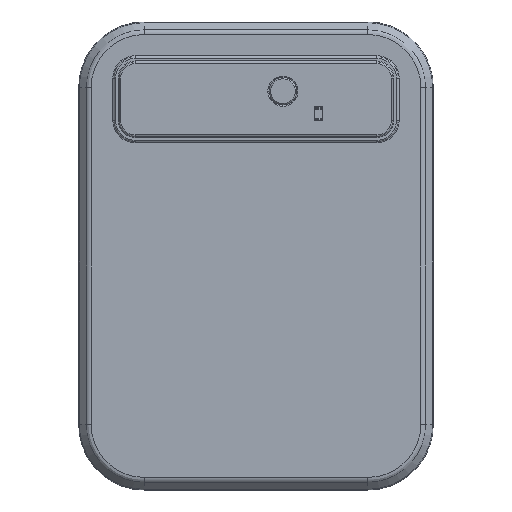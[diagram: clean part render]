
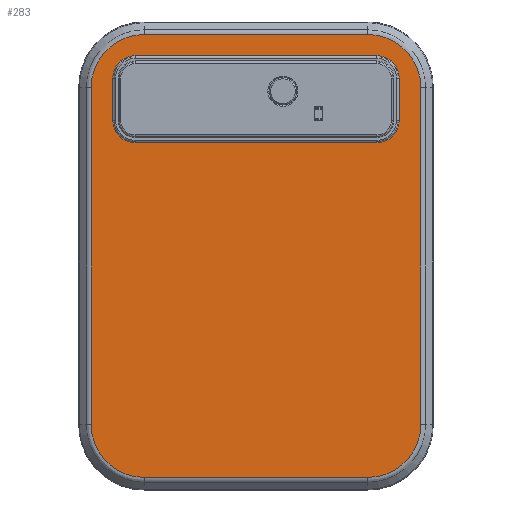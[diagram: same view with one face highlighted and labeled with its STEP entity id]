
A CAD part, top view. The second image highlights one B-rep face of the part: STEP entity #283.
In plain terms, the highlighted planar face has unit normal (0, 0, 1).
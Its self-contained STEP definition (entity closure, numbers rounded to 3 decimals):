
#61=FACE_BOUND('',#1126,.T.);
#283=ADVANCED_FACE('',(#697,#61),#6623,.T.);
#697=FACE_OUTER_BOUND('',#1125,.T.);
#1125=EDGE_LOOP('',(#2285,#2286,#2287,#2288,#2289,#2290,#2291,#2292));
#1126=EDGE_LOOP('',(#2293,#2294,#2295,#2296,#2297,#2298,#2299,#2300));
#2285=ORIENTED_EDGE('',*,*,#3680,.T.);
#2286=ORIENTED_EDGE('',*,*,#3826,.T.);
#2287=ORIENTED_EDGE('',*,*,#3827,.T.);
#2288=ORIENTED_EDGE('',*,*,#3828,.T.);
#2289=ORIENTED_EDGE('',*,*,#3829,.T.);
#2290=ORIENTED_EDGE('',*,*,#3830,.T.);
#2291=ORIENTED_EDGE('',*,*,#3831,.T.);
#2292=ORIENTED_EDGE('',*,*,#3832,.T.);
#2293=ORIENTED_EDGE('',*,*,#3914,.T.);
#2294=ORIENTED_EDGE('',*,*,#3937,.F.);
#2295=ORIENTED_EDGE('',*,*,#3915,.T.);
#2296=ORIENTED_EDGE('',*,*,#3935,.F.);
#2297=ORIENTED_EDGE('',*,*,#3913,.T.);
#2298=ORIENTED_EDGE('',*,*,#3933,.F.);
#2299=ORIENTED_EDGE('',*,*,#3916,.T.);
#2300=ORIENTED_EDGE('',*,*,#3938,.F.);
#3680=EDGE_CURVE('',#5903,#5904,#4557,.T.);
#3826=EDGE_CURVE('',#5904,#5905,#5254,.T.);
#3827=EDGE_CURVE('',#5905,#5906,#4400,.T.);
#3828=EDGE_CURVE('',#5906,#5907,#5255,.T.);
#3829=EDGE_CURVE('',#5907,#5908,#4626,.T.);
#3830=EDGE_CURVE('',#5908,#5909,#5256,.T.);
#3831=EDGE_CURVE('',#5909,#5902,#4401,.T.);
#3832=EDGE_CURVE('',#5902,#5903,#5257,.T.);
#3913=EDGE_CURVE('',#6052,#6053,#4656,.T.);
#3914=EDGE_CURVE('',#6050,#6055,#4657,.T.);
#3915=EDGE_CURVE('',#6056,#6057,#4658,.T.);
#3916=EDGE_CURVE('',#6054,#6051,#4659,.T.);
#3933=EDGE_CURVE('',#6054,#6053,#5310,.T.);
#3935=EDGE_CURVE('',#6052,#6057,#5312,.T.);
#3937=EDGE_CURVE('',#6056,#6055,#5314,.T.);
#3938=EDGE_CURVE('',#6050,#6051,#5315,.T.);
#4400=(
BOUNDED_CURVE()
B_SPLINE_CURVE(1,(#11378,#11379),.UNSPECIFIED.,.F.,.F.)
B_SPLINE_CURVE_WITH_KNOTS((2,2),(113.025,147.162),
 .UNSPECIFIED.)
CURVE()
GEOMETRIC_REPRESENTATION_ITEM()
RATIONAL_B_SPLINE_CURVE((1.,1.))
REPRESENTATION_ITEM('')
);
#4401=(
BOUNDED_CURVE()
B_SPLINE_CURVE(1,(#11388,#11389),.UNSPECIFIED.,.F.,.F.)
B_SPLINE_CURVE_WITH_KNOTS((2,2),(226.049,260.187),
 .UNSPECIFIED.)
CURVE()
GEOMETRIC_REPRESENTATION_ITEM()
RATIONAL_B_SPLINE_CURVE((1.,1.))
REPRESENTATION_ITEM('')
);
#4557=B_SPLINE_CURVE_WITH_KNOTS('',1,(#11006,#11007),.UNSPECIFIED.,.F.,
 .F.,(2,2),(0.,53.486),.UNSPECIFIED.);
#4626=B_SPLINE_CURVE_WITH_KNOTS('',1,(#11383,#11384),.UNSPECIFIED.,.F.,
 .F.,(2,2),(159.863,213.348),.UNSPECIFIED.);
#4656=B_SPLINE_CURVE_WITH_KNOTS('',1,(#11601,#11602),.UNSPECIFIED.,.F.,
 .F.,(2,2),(0.,6.438),.UNSPECIFIED.);
#4657=B_SPLINE_CURVE_WITH_KNOTS('',1,(#11603,#11604),.UNSPECIFIED.,.F.,
 .F.,(2,2),(0.,6.438),.UNSPECIFIED.);
#4658=B_SPLINE_CURVE_WITH_KNOTS('',1,(#11605,#11606),.UNSPECIFIED.,.F.,
 .F.,(2,2),(0.,36.859),.UNSPECIFIED.);
#4659=B_SPLINE_CURVE_WITH_KNOTS('',1,(#11607,#11608),.UNSPECIFIED.,.F.,
 .F.,(2,2),(0.,36.859),.UNSPECIFIED.);
#5254=TRIMMED_CURVE($,#5596,(#11376),(#11377),.T.,.CARTESIAN.);
#5255=TRIMMED_CURVE($,#5597,(#11381),(#11382),.T.,.CARTESIAN.);
#5256=TRIMMED_CURVE($,#5598,(#11386),(#11387),.T.,.CARTESIAN.);
#5257=TRIMMED_CURVE($,#5599,(#11391),(#11392),.T.,.CARTESIAN.);
#5310=TRIMMED_CURVE($,#5652,(#11646),(#11647),.T.,.CARTESIAN.);
#5312=TRIMMED_CURVE($,#5654,(#11652),(#11653),.T.,.CARTESIAN.);
#5314=TRIMMED_CURVE($,#5656,(#11658),(#11659),.T.,.CARTESIAN.);
#5315=TRIMMED_CURVE($,#5657,(#11661),(#11662),.T.,.CARTESIAN.);
#5596=CIRCLE('',#7608,8.086);
#5597=CIRCLE('',#7609,8.086);
#5598=CIRCLE('',#7610,8.086);
#5599=CIRCLE('',#7611,8.086);
#5652=CIRCLE('',#7664,3.428);
#5654=CIRCLE('',#7666,3.428);
#5656=CIRCLE('',#7668,3.428);
#5657=CIRCLE('',#7669,3.428);
#5902=VERTEX_POINT('',#10763);
#5903=VERTEX_POINT('',#10764);
#5904=VERTEX_POINT('',#10765);
#5905=VERTEX_POINT('',#10766);
#5906=VERTEX_POINT('',#10767);
#5907=VERTEX_POINT('',#10768);
#5908=VERTEX_POINT('',#10769);
#5909=VERTEX_POINT('',#10770);
#6050=VERTEX_POINT('',#10911);
#6051=VERTEX_POINT('',#10912);
#6052=VERTEX_POINT('',#10913);
#6053=VERTEX_POINT('',#10914);
#6054=VERTEX_POINT('',#10915);
#6055=VERTEX_POINT('',#10916);
#6056=VERTEX_POINT('',#10917);
#6057=VERTEX_POINT('',#10918);
#6623=PLANE('',#7487);
#7487=AXIS2_PLACEMENT_3D('',#10520,#8317,$);
#7608=AXIS2_PLACEMENT_3D($,#11375,#8518,#8519);
#7609=AXIS2_PLACEMENT_3D($,#11380,#8520,#8521);
#7610=AXIS2_PLACEMENT_3D($,#11385,#8522,#8523);
#7611=AXIS2_PLACEMENT_3D($,#11390,#8524,#8525);
#7664=AXIS2_PLACEMENT_3D($,#11645,#8630,#8631);
#7666=AXIS2_PLACEMENT_3D($,#11651,#8634,#8635);
#7668=AXIS2_PLACEMENT_3D($,#11657,#8638,#8639);
#7669=AXIS2_PLACEMENT_3D($,#11660,#8640,#8641);
#8317=DIRECTION('',(0.,0.,1.));
#8518=DIRECTION('',(0.,0.,1.));
#8519=DIRECTION('',(-1.,0.,0.));
#8520=DIRECTION('',(0.,0.,1.));
#8521=DIRECTION('',(0.,-1.,0.));
#8522=DIRECTION('',(0.,0.,1.));
#8523=DIRECTION('',(1.,0.,0.));
#8524=DIRECTION('',(0.,0.,1.));
#8525=DIRECTION('',(0.,1.,0.));
#8630=DIRECTION('',(0.,0.,1.));
#8631=DIRECTION('',(0.,-1.,0.));
#8634=DIRECTION('',(0.,0.,1.));
#8635=DIRECTION('',(1.,0.,0.));
#8638=DIRECTION('',(0.,0.,1.));
#8639=DIRECTION('',(0.,1.,0.));
#8640=DIRECTION('',(0.,0.,1.));
#8641=DIRECTION('',(-1.,0.,0.));
#10520=CARTESIAN_POINT('',(101.977,-132.024,3.15));
#10763=CARTESIAN_POINT('',(110.566,-63.754,3.15));
#10764=CARTESIAN_POINT('',(102.48,-71.84,3.15));
#10765=CARTESIAN_POINT('',(102.48,-123.263,3.15));
#10766=CARTESIAN_POINT('',(110.566,-131.349,3.15));
#10767=CARTESIAN_POINT('',(144.704,-131.349,3.15));
#10768=CARTESIAN_POINT('',(152.79,-123.263,3.15));
#10769=CARTESIAN_POINT('',(152.79,-71.84,3.15));
#10770=CARTESIAN_POINT('',(144.704,-63.754,3.15));
#10911=CARTESIAN_POINT('',(105.778,-76.857,3.15));
#10912=CARTESIAN_POINT('',(109.205,-80.285,3.15));
#10913=CARTESIAN_POINT('',(149.492,-70.419,3.15));
#10914=CARTESIAN_POINT('',(149.492,-76.857,3.15));
#10915=CARTESIAN_POINT('',(146.065,-80.285,3.15));
#10916=CARTESIAN_POINT('',(105.778,-70.419,3.15));
#10917=CARTESIAN_POINT('',(109.205,-66.992,3.15));
#10918=CARTESIAN_POINT('',(146.065,-66.992,3.15));
#11006=CARTESIAN_POINT('',(102.48,-71.84,3.15));
#11007=CARTESIAN_POINT('',(102.48,-123.263,3.15));
#11375=CARTESIAN_POINT('',(110.566,-123.263,3.15));
#11376=CARTESIAN_POINT('',(102.48,-123.263,3.15));
#11377=CARTESIAN_POINT('',(110.566,-131.349,3.15));
#11378=CARTESIAN_POINT('',(110.566,-131.349,3.15));
#11379=CARTESIAN_POINT('',(144.704,-131.349,3.15));
#11380=CARTESIAN_POINT('',(144.704,-123.263,3.15));
#11381=CARTESIAN_POINT('',(144.704,-131.349,3.15));
#11382=CARTESIAN_POINT('',(152.79,-123.263,3.15));
#11383=CARTESIAN_POINT('',(152.79,-123.263,3.15));
#11384=CARTESIAN_POINT('',(152.79,-71.84,3.15));
#11385=CARTESIAN_POINT('',(144.704,-71.84,3.15));
#11386=CARTESIAN_POINT('',(152.79,-71.84,3.15));
#11387=CARTESIAN_POINT('',(144.704,-63.754,3.15));
#11388=CARTESIAN_POINT('',(144.704,-63.754,3.15));
#11389=CARTESIAN_POINT('',(110.566,-63.754,3.15));
#11390=CARTESIAN_POINT('',(110.566,-71.84,3.15));
#11391=CARTESIAN_POINT('',(110.566,-63.754,3.15));
#11392=CARTESIAN_POINT('',(102.48,-71.84,3.15));
#11601=CARTESIAN_POINT('',(149.492,-70.419,3.15));
#11602=CARTESIAN_POINT('',(149.492,-76.857,3.15));
#11603=CARTESIAN_POINT('',(105.778,-76.857,3.15));
#11604=CARTESIAN_POINT('',(105.778,-70.419,3.15));
#11605=CARTESIAN_POINT('',(109.205,-66.992,3.15));
#11606=CARTESIAN_POINT('',(146.065,-66.992,3.15));
#11607=CARTESIAN_POINT('',(146.065,-80.285,3.15));
#11608=CARTESIAN_POINT('',(109.205,-80.285,3.15));
#11645=CARTESIAN_POINT('',(146.065,-76.857,3.15));
#11646=CARTESIAN_POINT('',(146.065,-80.285,3.15));
#11647=CARTESIAN_POINT('',(149.492,-76.857,3.15));
#11651=CARTESIAN_POINT('',(146.065,-70.419,3.15));
#11652=CARTESIAN_POINT('',(149.492,-70.419,3.15));
#11653=CARTESIAN_POINT('',(146.065,-66.992,3.15));
#11657=CARTESIAN_POINT('',(109.205,-70.419,3.15));
#11658=CARTESIAN_POINT('',(109.205,-66.992,3.15));
#11659=CARTESIAN_POINT('',(105.778,-70.419,3.15));
#11660=CARTESIAN_POINT('',(109.205,-76.857,3.15));
#11661=CARTESIAN_POINT('',(105.778,-76.857,3.15));
#11662=CARTESIAN_POINT('',(109.205,-80.285,3.15));
